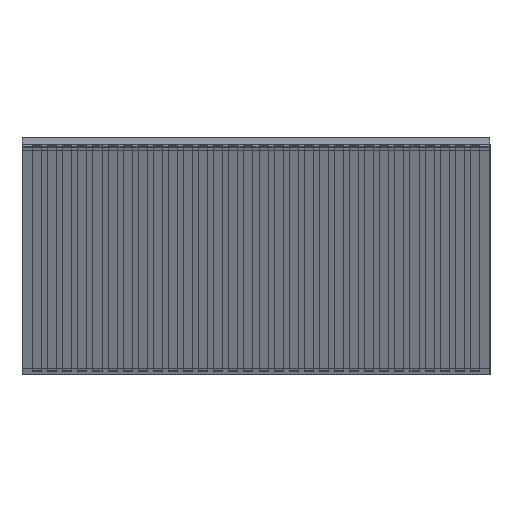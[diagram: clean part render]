
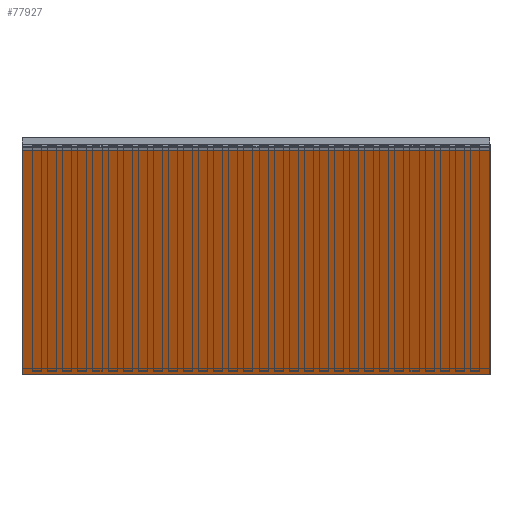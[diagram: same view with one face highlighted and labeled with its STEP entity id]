
A CAD part, left-side view. The second image highlights one B-rep face of the part: STEP entity #77927.
In plain terms, the highlighted planar face has unit normal (-0.914, 0, -0.405).
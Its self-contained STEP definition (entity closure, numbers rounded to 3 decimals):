
#54=B_SPLINE_CURVE_WITH_KNOTS('',3,(#98753,#98754,#98755,#98756),
 .UNSPECIFIED.,.F.,.F.,(4,4),(0.,1.),.UNSPECIFIED.);
#2599=ORIENTED_EDGE('',*,*,#19211,.F.);
#2600=ORIENTED_EDGE('',*,*,#19442,.F.);
#2601=ORIENTED_EDGE('',*,*,#19205,.T.);
#2602=ORIENTED_EDGE('',*,*,#19444,.T.);
#19205=EDGE_CURVE('',#27668,#27667,#33559,.T.);
#19211=EDGE_CURVE('',#27673,#27674,#33565,.T.);
#19442=EDGE_CURVE('',#27668,#27673,#54,.T.);
#19444=EDGE_CURVE('',#27667,#27674,#33797,.T.);
#27667=VERTEX_POINT('',#98252);
#27668=VERTEX_POINT('',#98254);
#27673=VERTEX_POINT('',#98265);
#27674=VERTEX_POINT('',#98267);
#33559=LINE('',#98253,#40995);
#33565=LINE('',#98266,#41001);
#33797=LINE('',#98760,#41233);
#40995=VECTOR('',#84634,1000.);
#41001=VECTOR('',#84642,1000.);
#41233=VECTOR('',#84958,1000.);
#48086=EDGE_LOOP('',(#2599,#2600,#2601,#2602));
#51070=FACE_BOUND('',#48086,.T.);
#54054=PLANE('',#80948);
#77927=ADVANCED_FACE('',(#51070),#54054,.T.);
#80948=AXIS2_PLACEMENT_3D('',#98759,#84956,#84957);
#84634=DIRECTION('',(0.405,0.,-0.914));
#84642=DIRECTION('',(0.405,0.,-0.914));
#84956=DIRECTION('',(-0.914,0.,-0.405));
#84957=DIRECTION('',(-0.405,0.,0.914));
#84958=DIRECTION('',(0.,-1.,0.));
#98252=CARTESIAN_POINT('',(39.32,15.5,-7.575));
#98253=CARTESIAN_POINT('',(36.04,15.5,-0.167));
#98254=CARTESIAN_POINT('',(36.04,15.5,-0.167));
#98265=CARTESIAN_POINT('',(36.04,0.,-0.167));
#98266=CARTESIAN_POINT('',(36.04,0.,-0.167));
#98267=CARTESIAN_POINT('',(39.32,0.,-7.575));
#98753=CARTESIAN_POINT('',(36.04,15.5,-0.167));
#98754=CARTESIAN_POINT('',(36.04,10.333,-0.167));
#98755=CARTESIAN_POINT('',(36.04,5.167,-0.167));
#98756=CARTESIAN_POINT('',(36.04,0.,-0.167));
#98759=CARTESIAN_POINT('',(36.04,15.5,-0.167));
#98760=CARTESIAN_POINT('',(39.32,15.5,-7.575));
